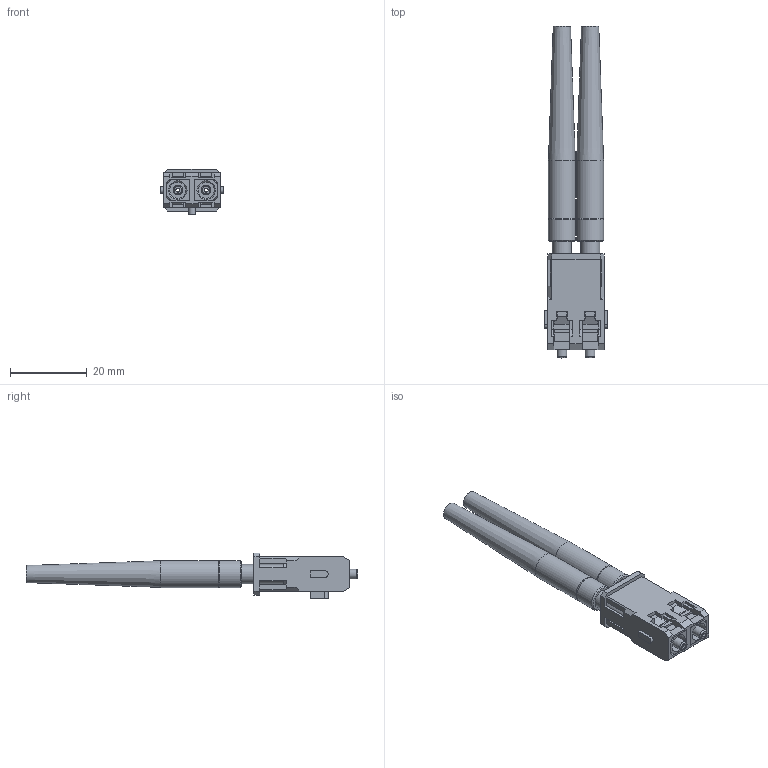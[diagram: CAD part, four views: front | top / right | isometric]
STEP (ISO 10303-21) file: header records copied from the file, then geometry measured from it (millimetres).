
FILE_DESCRIPTION (( 'STEP AP214' ), '1' );
FILE_NAME ('6GK19000MB000AC0_001_STEP.STEP', '2016-03-08T10:31:22', ( '' ), ( '' ), 'SwSTEP 2.0', 'SolidWorks 2014', '' );
FILE_SCHEMA (( 'AUTOMOTIVE_DESIGN' ));
Length unit declared in the file: millimetre
Products named in the file (2): 6GK19000MB000AC0_001_STEP; Body
Assembly tree (1 placements, depth 2):
  6GK19000MB000AC0_001_STEP
    Body
Bounding box: 16.48 x 86.36 x 11.94 mm (x, y, z)
Volume: 5588.7 mm3; surface area: 6985 mm2
Topology: 1 solids, 1 shells, 235 faces, 715 edges, 473 vertices
Faces by surface type: plane 208, cylinder 17, cone 10
Full cylindrical faces by diameter (mm): 1.05 x2, 2.3 x2, 2.5 x2, 4.8 x2, 5 x2, 7 x4
Entity records: 8785 total; most frequent: CARTESIAN_POINT 1381, ORIENTED_EDGE 1360, DIRECTION 1202, EDGE_CURVE 680, VECTOR 636, LINE 636, VERTEX_POINT 462, EDGE_LOOP 286
